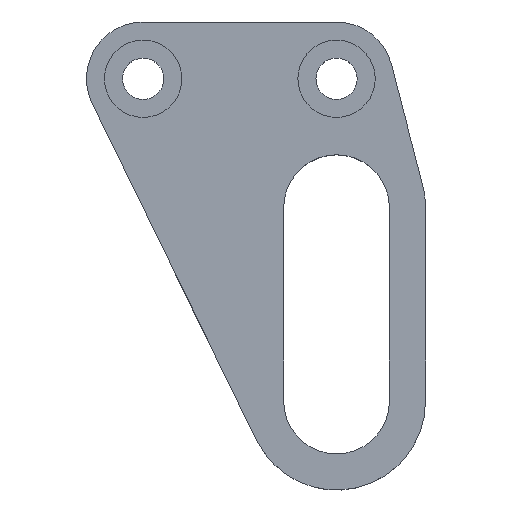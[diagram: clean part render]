
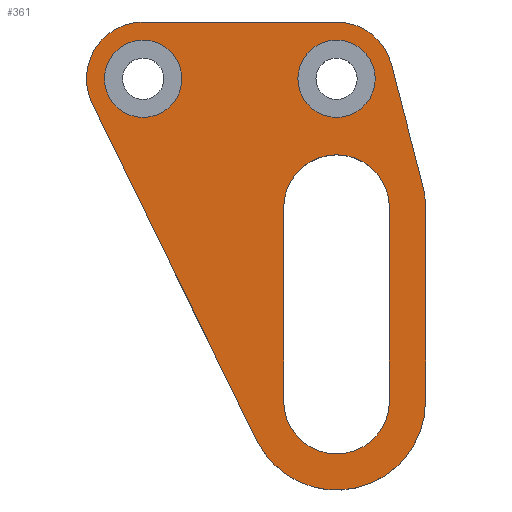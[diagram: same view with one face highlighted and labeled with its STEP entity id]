
A CAD part, top view. The second image highlights one B-rep face of the part: STEP entity #361.
In plain terms, the highlighted planar face has unit normal (0, 0, 1).
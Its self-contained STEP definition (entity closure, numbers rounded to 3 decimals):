
#17=FACE_BOUND('',#74,.T.);
#18=FACE_BOUND('',#75,.T.);
#19=FACE_BOUND('',#76,.T.);
#31=PLANE('',#415);
#51=FACE_OUTER_BOUND('',#73,.T.);
#73=EDGE_LOOP('',(#305,#306,#307,#308,#309,#310,#311,#312));
#74=EDGE_LOOP('',(#313));
#75=EDGE_LOOP('',(#314));
#76=EDGE_LOOP('',(#315,#316,#317,#318));
#85=LINE('',#553,#113);
#89=LINE('',#565,#117);
#96=LINE('',#591,#124);
#100=LINE('',#603,#128);
#104=LINE('',#615,#132);
#108=LINE('',#625,#136);
#113=VECTOR('',#445,10.);
#117=VECTOR('',#457,10.);
#124=VECTOR('',#486,10.);
#128=VECTOR('',#498,10.);
#132=VECTOR('',#510,10.);
#136=VECTOR('',#522,10.);
#137=CIRCLE('',#378,3.);
#140=CIRCLE('',#383,3.);
#144=CIRCLE('',#390,4.1);
#146=CIRCLE('',#394,4.1);
#150=CIRCLE('',#401,6.9);
#152=CIRCLE('',#405,4.4);
#154=CIRCLE('',#409,4.4);
#156=CIRCLE('',#413,6.9);
#157=VERTEX_POINT('',#529);
#160=VERTEX_POINT('',#538);
#165=VERTEX_POINT('',#550);
#166=VERTEX_POINT('',#552);
#168=VERTEX_POINT('',#558);
#170=VERTEX_POINT('',#564);
#175=VERTEX_POINT('',#582);
#176=VERTEX_POINT('',#584);
#178=VERTEX_POINT('',#590);
#180=VERTEX_POINT('',#596);
#182=VERTEX_POINT('',#602);
#184=VERTEX_POINT('',#608);
#186=VERTEX_POINT('',#614);
#188=VERTEX_POINT('',#620);
#189=EDGE_CURVE('',#157,#157,#137,.T.);
#193=EDGE_CURVE('',#160,#160,#140,.T.);
#199=EDGE_CURVE('',#166,#165,#85,.T.);
#202=EDGE_CURVE('',#168,#166,#144,.T.);
#205=EDGE_CURVE('',#170,#168,#89,.T.);
#208=EDGE_CURVE('',#165,#170,#146,.T.);
#215=EDGE_CURVE('',#176,#175,#150,.T.);
#218=EDGE_CURVE('',#178,#176,#96,.T.);
#221=EDGE_CURVE('',#180,#178,#152,.T.);
#224=EDGE_CURVE('',#182,#180,#100,.T.);
#227=EDGE_CURVE('',#184,#182,#154,.T.);
#230=EDGE_CURVE('',#186,#184,#104,.T.);
#233=EDGE_CURVE('',#188,#186,#156,.T.);
#236=EDGE_CURVE('',#175,#188,#108,.T.);
#305=ORIENTED_EDGE('',*,*,#236,.T.);
#306=ORIENTED_EDGE('',*,*,#233,.T.);
#307=ORIENTED_EDGE('',*,*,#230,.T.);
#308=ORIENTED_EDGE('',*,*,#227,.T.);
#309=ORIENTED_EDGE('',*,*,#224,.T.);
#310=ORIENTED_EDGE('',*,*,#221,.T.);
#311=ORIENTED_EDGE('',*,*,#218,.T.);
#312=ORIENTED_EDGE('',*,*,#215,.T.);
#313=ORIENTED_EDGE('',*,*,#189,.T.);
#314=ORIENTED_EDGE('',*,*,#193,.T.);
#315=ORIENTED_EDGE('',*,*,#208,.T.);
#316=ORIENTED_EDGE('',*,*,#205,.T.);
#317=ORIENTED_EDGE('',*,*,#202,.T.);
#318=ORIENTED_EDGE('',*,*,#199,.T.);
#361=ADVANCED_FACE('',(#51,#17,#18,#19),#31,.T.);
#378=AXIS2_PLACEMENT_3D('',#530,#421,#422);
#383=AXIS2_PLACEMENT_3D('',#539,#432,#433);
#390=AXIS2_PLACEMENT_3D('',#559,#451,#452);
#394=AXIS2_PLACEMENT_3D('',#569,#463,#464);
#401=AXIS2_PLACEMENT_3D('',#585,#480,#481);
#405=AXIS2_PLACEMENT_3D('',#597,#492,#493);
#409=AXIS2_PLACEMENT_3D('',#609,#504,#505);
#413=AXIS2_PLACEMENT_3D('',#621,#516,#517);
#415=AXIS2_PLACEMENT_3D('',#626,#523,#524);
#421=DIRECTION('center_axis',(0.,0.,
-1.));
#422=DIRECTION('ref_axis',(-1.,0.,0.));
#432=DIRECTION('center_axis',(0.,0.,
-1.));
#433=DIRECTION('ref_axis',(-1.,0.,0.));
#445=DIRECTION('',(0.,1.,0.));
#451=DIRECTION('center_axis',(0.,0.,
-1.));
#452=DIRECTION('ref_axis',(-1.,0.,0.));
#457=DIRECTION('',(0.,-1.,0.));
#463=DIRECTION('center_axis',(0.,0.,
-1.));
#464=DIRECTION('ref_axis',(1.,0.,0.));
#480=DIRECTION('center_axis',(0.,0.,
1.));
#481=DIRECTION('ref_axis',(-1.,0.,0.));
#486=DIRECTION('',(0.439,-0.898,0.));
#492=DIRECTION('center_axis',(0.,0.,
1.));
#493=DIRECTION('ref_axis',(-1.,0.,0.));
#498=DIRECTION('',(-1.,0.,0.));
#504=DIRECTION('center_axis',(0.,0.,
1.));
#505=DIRECTION('ref_axis',(-1.,0.,0.));
#510=DIRECTION('',(-0.25,0.968,0.));
#516=DIRECTION('center_axis',(0.,0.,
1.));
#517=DIRECTION('ref_axis',(1.,0.,0.));
#522=DIRECTION('',(0.,1.,0.));
#523=DIRECTION('center_axis',(0.,0.,
1.));
#524=DIRECTION('ref_axis',(-1.,0.,0.));
#529=CARTESIAN_POINT('',(-174.,172.5,-247.85));
#530=CARTESIAN_POINT('Origin',(-177.,172.5,-247.85));
#538=CARTESIAN_POINT('',(-159.,172.5,-247.85));
#539=CARTESIAN_POINT('Origin',(-162.,172.5,-247.85));
#550=CARTESIAN_POINT('',(-166.1,162.5,-247.85));
#552=CARTESIAN_POINT('',(-166.1,147.5,-247.85));
#553=CARTESIAN_POINT('',(-166.1,162.5,-247.85));
#558=CARTESIAN_POINT('',(-157.9,147.5,-247.85));
#559=CARTESIAN_POINT('Origin',(-162.,147.5,-247.85));
#564=CARTESIAN_POINT('',(-157.9,162.5,-247.85));
#565=CARTESIAN_POINT('',(-157.9,147.5,-247.85));
#569=CARTESIAN_POINT('Origin',(-162.,162.5,-247.85));
#582=CARTESIAN_POINT('',(-155.1,147.5,-247.85));
#584=CARTESIAN_POINT('',(-168.199,144.47,-247.85));
#585=CARTESIAN_POINT('Origin',(-162.,147.5,-247.85));
#590=CARTESIAN_POINT('',(-180.953,170.568,-247.85));
#591=CARTESIAN_POINT('',(-168.199,144.47,-247.85));
#596=CARTESIAN_POINT('',(-177.,176.9,-247.85));
#597=CARTESIAN_POINT('Origin',(-177.,172.5,-247.85));
#602=CARTESIAN_POINT('',(-162.,176.9,-247.85));
#603=CARTESIAN_POINT('',(-177.,176.9,-247.85));
#608=CARTESIAN_POINT('',(-157.74,173.6,-247.85));
#609=CARTESIAN_POINT('Origin',(-162.,172.5,-247.85));
#614=CARTESIAN_POINT('',(-155.319,164.225,-247.85));
#615=CARTESIAN_POINT('',(-157.74,173.6,-247.85));
#620=CARTESIAN_POINT('',(-155.1,162.5,-247.85));
#621=CARTESIAN_POINT('Origin',(-162.,162.5,-247.85));
#625=CARTESIAN_POINT('',(-155.1,147.5,-247.85));
#626=CARTESIAN_POINT('Origin',(-168.25,158.75,-247.85));
